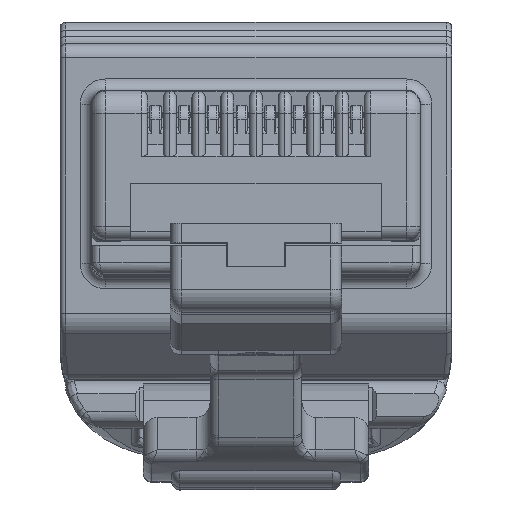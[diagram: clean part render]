
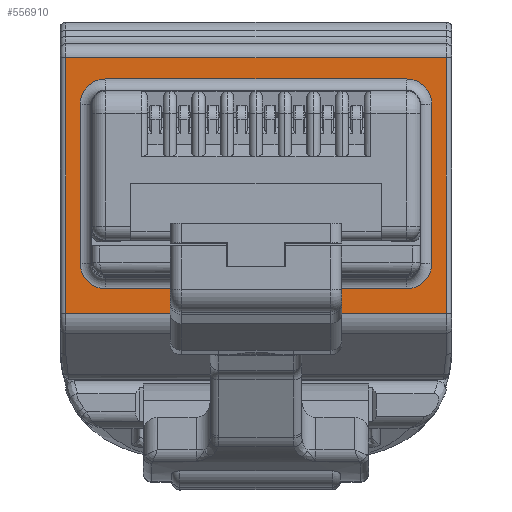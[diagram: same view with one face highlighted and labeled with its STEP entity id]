
A CAD part, top view. The second image highlights one B-rep face of the part: STEP entity #556910.
In plain terms, the highlighted planar face has unit normal (0, 0, 1).
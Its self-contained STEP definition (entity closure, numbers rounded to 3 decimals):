
#492820=CARTESIAN_POINT('',(-6.75,-1.267,-12.7));
#492830=VERTEX_POINT('',#492820);
#493180=CARTESIAN_POINT('',(-6.75,0.,-12.7));
#493190=DIRECTION('',(0.,-1.,0.));
#493200=VECTOR('',#493190,1000.);
#493210=LINE('',#493180,#493200);
#493220=CARTESIAN_POINT('',(-6.75,7.8,-12.7));
#493230=VERTEX_POINT('',#493220);
#493240=EDGE_CURVE('',#493230,#492830,#493210,.T.);
#501870=CARTESIAN_POINT('',(6.75,-1.267,-12.7));
#501880=VERTEX_POINT('',#501870);
#502220=CARTESIAN_POINT('',(6.75,0.,-12.7));
#502230=DIRECTION('',(0.,1.,0.));
#502240=VECTOR('',#502230,1000.);
#502250=LINE('',#502220,#502240);
#502260=CARTESIAN_POINT('',(6.75,7.8,-12.7));
#502270=VERTEX_POINT('',#502260);
#502280=EDGE_CURVE('',#501880,#502270,#502250,.T.);
#539330=CARTESIAN_POINT('',(0.,7.8,-12.7));
#539340=DIRECTION('',(-1.,0.,0.));
#539350=VECTOR('',#539340,1000.);
#539360=LINE('',#539330,#539350);
#539370=EDGE_CURVE('',#502270,#493230,#539360,.T.);
#539550=CARTESIAN_POINT('',(0.,-1.267,
-12.7));
#539560=DIRECTION('',(1.,0.,0.));
#539570=VECTOR('',#539560,1000.);
#539580=LINE('',#539550,#539570);
#539590=EDGE_CURVE('',#492830,#501880,#539580,.T.);
#539830=CARTESIAN_POINT('',(-5.34,6.15,-12.7));
#539840=DIRECTION('',(0.,0.,-1.));
#539850=DIRECTION('',(-1.,0.,0.));
#539860=AXIS2_PLACEMENT_3D('',#539830,#539840,#539850);
#539870=CIRCLE('',#539860,0.9);
#539880=CARTESIAN_POINT('',(-6.24,6.15,-12.7));
#539890=VERTEX_POINT('',#539880);
#539900=CARTESIAN_POINT('',(-5.34,7.05,-12.7));
#539910=VERTEX_POINT('',#539900);
#539920=EDGE_CURVE('',#539890,#539910,#539870,.T.);
#540430=CARTESIAN_POINT('',(5.34,7.05,-12.7));
#540440=DIRECTION('',(1.,0.,0.));
#540450=VECTOR('',#540440,1000.);
#540460=LINE('',#540430,#540450);
#540470=CARTESIAN_POINT('',(5.34,7.05,-12.7));
#540480=VERTEX_POINT('',#540470);
#540490=EDGE_CURVE('',#539910,#540480,#540460,.T.);
#540730=CARTESIAN_POINT('',(-6.24,0.,-12.7));
#540740=DIRECTION('',(0.,1.,0.));
#540750=VECTOR('',#540740,1000.);
#540760=LINE('',#540730,#540750);
#540770=CARTESIAN_POINT('',(-6.24,0.5,-12.7));
#540780=VERTEX_POINT('',#540770);
#540790=EDGE_CURVE('',#540780,#539890,#540760,.T.);
#541220=CARTESIAN_POINT('',(5.34,6.15,-12.7));
#541230=DIRECTION('',(0.,0.,-1.));
#541240=DIRECTION('',(-1.,0.,0.));
#541250=AXIS2_PLACEMENT_3D('',#541220,#541230,#541240);
#541260=CIRCLE('',#541250,0.9);
#541270=CARTESIAN_POINT('',(6.24,6.15,-12.7));
#541280=VERTEX_POINT('',#541270);
#541290=EDGE_CURVE('',#540480,#541280,#541260,.T.);
#541530=CARTESIAN_POINT('',(-5.34,0.5,-12.7));
#541540=DIRECTION('',(0.,0.,-1.));
#541550=DIRECTION('',(-1.,0.,0.));
#541560=AXIS2_PLACEMENT_3D('',#541530,#541540,#541550);
#541570=CIRCLE('',#541560,0.9);
#541580=CARTESIAN_POINT('',(-5.34,-0.4,-12.7));
#541590=VERTEX_POINT('',#541580);
#541600=EDGE_CURVE('',#541590,#540780,#541570,.T.);
#542030=CARTESIAN_POINT('',(6.24,0.,-12.7));
#542040=DIRECTION('',(0.,-1.,0.));
#542050=VECTOR('',#542040,1000.);
#542060=LINE('',#542030,#542050);
#542070=CARTESIAN_POINT('',(6.24,0.5,-12.7));
#542080=VERTEX_POINT('',#542070);
#542090=EDGE_CURVE('',#541280,#542080,#542060,.T.);
#542330=CARTESIAN_POINT('',(0.,-0.4,
-12.7));
#542340=DIRECTION('',(-1.,0.,0.));
#542350=VECTOR('',#542340,1000.);
#542360=LINE('',#542330,#542350);
#542370=CARTESIAN_POINT('',(5.34,-0.4,-12.7));
#542380=VERTEX_POINT('',#542370);
#542390=EDGE_CURVE('',#542380,#541590,#542360,.T.);
#542720=CARTESIAN_POINT('',(5.34,0.5,-12.7));
#542730=DIRECTION('',(0.,0.,-1.));
#542740=DIRECTION('',(-1.,0.,0.));
#542750=AXIS2_PLACEMENT_3D('',#542720,#542730,#542740);
#542760=CIRCLE('',#542750,0.9);
#542770=EDGE_CURVE('',#542080,#542380,#542760,.T.);
#556700=CARTESIAN_POINT('',(0.,0.,-12.7));
#556710=DIRECTION('',(0.,0.,-1.));
#556720=DIRECTION('',(-1.,0.,0.));
#556730=AXIS2_PLACEMENT_3D('',#556700,#556710,#556720);
#556740=PLANE('',#556730);
#556750=ORIENTED_EDGE('',*,*,#541600,.T.);
#556760=ORIENTED_EDGE('',*,*,#542390,.T.);
#556770=ORIENTED_EDGE('',*,*,#542770,.T.);
#556780=ORIENTED_EDGE('',*,*,#542090,.T.);
#556790=ORIENTED_EDGE('',*,*,#541290,.T.);
#556800=ORIENTED_EDGE('',*,*,#540490,.T.);
#556810=ORIENTED_EDGE('',*,*,#539920,.T.);
#556820=ORIENTED_EDGE('',*,*,#540790,.T.);
#556830=EDGE_LOOP('',(#556820,#556810,#556800,#556790,#556780,#556770,
#556760,#556750));
#556840=FACE_BOUND('',#556830,.T.);
#556850=ORIENTED_EDGE('',*,*,#493240,.T.);
#556860=ORIENTED_EDGE('',*,*,#539370,.T.);
#556870=ORIENTED_EDGE('',*,*,#502280,.T.);
#556880=ORIENTED_EDGE('',*,*,#539590,.T.);
#556890=EDGE_LOOP('',(#556880,#556870,#556860,#556850));
#556900=FACE_OUTER_BOUND('',#556890,.T.);
#556910=ADVANCED_FACE('',(#556840,#556900),#556740,.F.);
